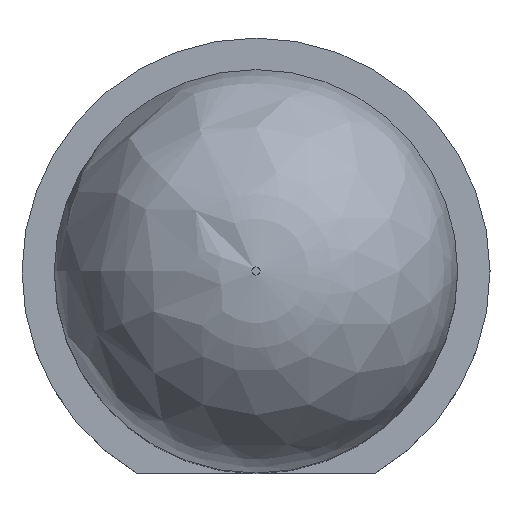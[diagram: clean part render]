
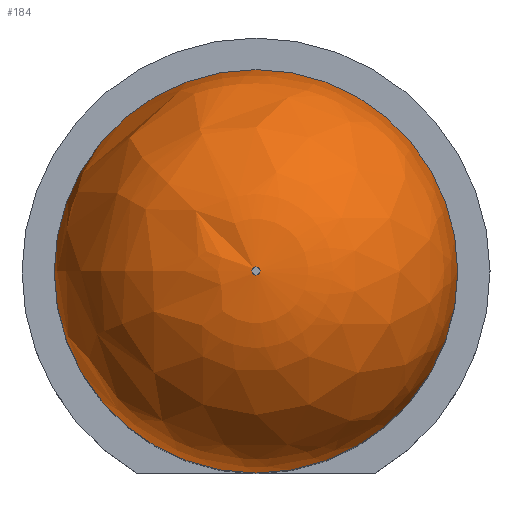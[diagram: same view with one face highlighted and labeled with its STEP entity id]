
A CAD part, top view. The second image highlights one B-rep face of the part: STEP entity #184.
In plain terms, the highlighted free-form (B-spline) face has degree [2, 2] with [3, 9] control points.
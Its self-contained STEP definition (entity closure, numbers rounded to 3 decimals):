
#67=FACE_OUTER_BOUND('',#80,.T.);
#80=EDGE_LOOP('',(#141,#142,#143,#144,#145,#146));
#93=CIRCLE('',#236,0.05);
#94=CIRCLE('',#237,2.45);
#95=CIRCLE('',#238,2.5);
#96=CIRCLE('',#239,2.5);
#97=CIRCLE('',#240,0.05);
#106=VERTEX_POINT('',#370);
#107=VERTEX_POINT('',#371);
#108=VERTEX_POINT('',#373);
#109=VERTEX_POINT('',#375);
#120=EDGE_CURVE('',#106,#107,#93,.T.);
#121=EDGE_CURVE('',#107,#108,#94,.T.);
#122=EDGE_CURVE('',#108,#109,#95,.T.);
#123=EDGE_CURVE('',#109,#108,#96,.T.);
#124=EDGE_CURVE('',#107,#106,#97,.T.);
#141=ORIENTED_EDGE('',*,*,#120,.T.);
#142=ORIENTED_EDGE('',*,*,#121,.T.);
#143=ORIENTED_EDGE('',*,*,#122,.T.);
#144=ORIENTED_EDGE('',*,*,#123,.T.);
#145=ORIENTED_EDGE('',*,*,#121,.F.);
#146=ORIENTED_EDGE('',*,*,#124,.T.);
#183=(
BOUNDED_SURFACE()
B_SPLINE_SURFACE(2,2,((#343,#344,#345,#346,#347,#348,#349,#350,#351),(#352,
#353,#354,#355,#356,#357,#358,#359,#360),(#361,#362,#363,#364,#365,#366,
#367,#368,#369)),.UNSPECIFIED.,.F.,.T.,.F.)
B_SPLINE_SURFACE_WITH_KNOTS((3,3),(3,2,2,2,3),(0.,1.571),(-3.142,
-1.571,0.,1.571,3.142),.UNSPECIFIED.)
GEOMETRIC_REPRESENTATION_ITEM()
RATIONAL_B_SPLINE_SURFACE(((1.,0.707,1.,0.707,1.,
0.707,1.,0.707,1.),(0.707,0.5,0.707,
0.5,0.707,0.5,0.707,0.5,0.707),(1.,
0.707,1.,0.707,1.,0.707,1.,0.707,
1.)))
REPRESENTATION_ITEM('')
SURFACE()
);
#184=ADVANCED_FACE('',(#67),#183,.F.);
#236=AXIS2_PLACEMENT_3D('',#372,#271,#272);
#237=AXIS2_PLACEMENT_3D('',#374,#273,#274);
#238=AXIS2_PLACEMENT_3D('',#376,#275,#276);
#239=AXIS2_PLACEMENT_3D('',#377,#277,#278);
#240=AXIS2_PLACEMENT_3D('',#378,#279,#280);
#271=DIRECTION('center_axis',(0.,0.,-1.));
#272=DIRECTION('ref_axis',(-1.,0.,0.));
#273=DIRECTION('center_axis',(0.,-1.,0.));
#274=DIRECTION('ref_axis',(-1.,0.,0.));
#275=DIRECTION('center_axis',(0.,0.,1.));
#276=DIRECTION('ref_axis',(-1.,0.,0.));
#277=DIRECTION('center_axis',(0.,0.,1.));
#278=DIRECTION('ref_axis',(-1.,0.,0.));
#279=DIRECTION('center_axis',(0.,0.,-1.));
#280=DIRECTION('ref_axis',(-1.,0.,0.));
#343=CARTESIAN_POINT('Ctrl Pts',(-2.5,0.,6.25));
#344=CARTESIAN_POINT('Ctrl Pts',(-2.5,-2.5,6.25));
#345=CARTESIAN_POINT('Ctrl Pts',(0.,-2.5,6.25));
#346=CARTESIAN_POINT('Ctrl Pts',(2.5,-2.5,6.25));
#347=CARTESIAN_POINT('Ctrl Pts',(2.5,0.,6.25));
#348=CARTESIAN_POINT('Ctrl Pts',(2.5,2.5,6.25));
#349=CARTESIAN_POINT('Ctrl Pts',(0.,2.5,6.25));
#350=CARTESIAN_POINT('Ctrl Pts',(-2.5,2.5,6.25));
#351=CARTESIAN_POINT('Ctrl Pts',(-2.5,0.,6.25));
#352=CARTESIAN_POINT('Ctrl Pts',(-2.5,0.,8.7));
#353=CARTESIAN_POINT('Ctrl Pts',(-2.5,-2.5,8.7));
#354=CARTESIAN_POINT('Ctrl Pts',(0.,-2.5,8.7));
#355=CARTESIAN_POINT('Ctrl Pts',(2.5,-2.5,8.7));
#356=CARTESIAN_POINT('Ctrl Pts',(2.5,0.,8.7));
#357=CARTESIAN_POINT('Ctrl Pts',(2.5,2.5,8.7));
#358=CARTESIAN_POINT('Ctrl Pts',(0.,2.5,8.7));
#359=CARTESIAN_POINT('Ctrl Pts',(-2.5,2.5,8.7));
#360=CARTESIAN_POINT('Ctrl Pts',(-2.5,0.,8.7));
#361=CARTESIAN_POINT('Ctrl Pts',(-0.05,0.,8.7));
#362=CARTESIAN_POINT('Ctrl Pts',(-0.05,-0.05,
8.7));
#363=CARTESIAN_POINT('Ctrl Pts',(0.,-0.05,8.7));
#364=CARTESIAN_POINT('Ctrl Pts',(0.05,-0.05,
8.7));
#365=CARTESIAN_POINT('Ctrl Pts',(0.05,0.,8.7));
#366=CARTESIAN_POINT('Ctrl Pts',(0.05,0.05,
8.7));
#367=CARTESIAN_POINT('Ctrl Pts',(0.,0.05,8.7));
#368=CARTESIAN_POINT('Ctrl Pts',(-0.05,0.05,
8.7));
#369=CARTESIAN_POINT('Ctrl Pts',(-0.05,0.,8.7));
#370=CARTESIAN_POINT('',(0.05,0.,8.7));
#371=CARTESIAN_POINT('',(-0.05,0.,8.7));
#372=CARTESIAN_POINT('Origin',(0.,0.,8.7));
#373=CARTESIAN_POINT('',(-2.5,0.,6.25));
#374=CARTESIAN_POINT('Origin',(-0.05,0.,
6.25));
#375=CARTESIAN_POINT('',(2.5,0.,6.25));
#376=CARTESIAN_POINT('Origin',(0.,0.,6.25));
#377=CARTESIAN_POINT('Origin',(0.,0.,6.25));
#378=CARTESIAN_POINT('Origin',(0.,0.,8.7));
